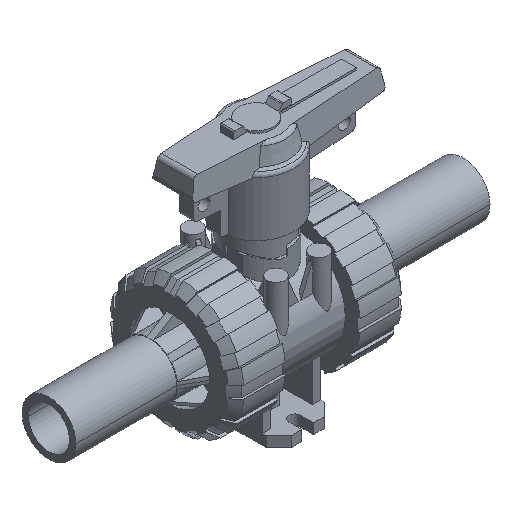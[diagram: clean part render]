
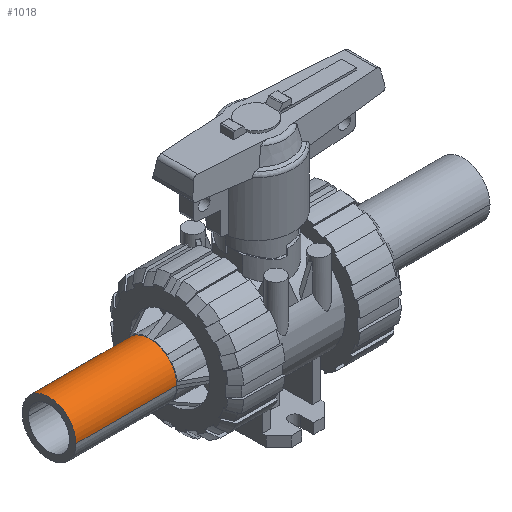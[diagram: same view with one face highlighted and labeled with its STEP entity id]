
A CAD part, isometric view. The second image highlights one B-rep face of the part: STEP entity #1018.
In plain terms, the highlighted free-form (B-spline) face has degree [8, 1] with [9, 2] control points.
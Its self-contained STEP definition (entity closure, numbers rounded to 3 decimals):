
#1018=ADVANCED_FACE('',(#2295),#2296,.T.);
#2295=FACE_OUTER_BOUND('',#4454,.T.);
#2296=B_SPLINE_SURFACE_WITH_KNOTS('',8,1,((#4455,#4456),(#4457,#4458),(#4459,#4460),(#4461,#4462),(#4463,#4464),(#4465,#4466),(#4467,#4468),(#4469,#4470),(#4471,#4472)),.UNSPECIFIED.,.F.,.F.,.F.,(9,9),(2,2),(-6.284,-3.141),(7783.332,7830.034),.UNSPECIFIED.);
#4454=EDGE_LOOP('',(#7413,#7414,#7415,#7416));
#4455=CARTESIAN_POINT('',(-96.001,12.5,39.988));
#4456=CARTESIAN_POINT('',(-49.299,12.575,39.987));
#4457=CARTESIAN_POINT('',(-96.001,12.505,44.899));
#4458=CARTESIAN_POINT('',(-49.299,12.58,44.929));
#4459=CARTESIAN_POINT('',(-96.001,10.304,49.813));
#4460=CARTESIAN_POINT('',(-49.299,10.366,49.872));
#4461=CARTESIAN_POINT('',(-96.001,5.899,53.574));
#4462=CARTESIAN_POINT('',(-49.299,5.934,53.655));
#4463=CARTESIAN_POINT('',(-96.001,-0.001,55.026));
#4464=CARTESIAN_POINT('',(-49.299,-0.001,55.116));
#4465=CARTESIAN_POINT('',(-96.001,-5.897,53.574));
#4466=CARTESIAN_POINT('',(-49.299,-5.933,53.655));
#4467=CARTESIAN_POINT('',(-96.001,-10.304,49.813));
#4468=CARTESIAN_POINT('',(-49.299,-10.366,49.872));
#4469=CARTESIAN_POINT('',(-96.001,-12.505,44.899));
#4470=CARTESIAN_POINT('',(-49.299,-12.58,44.929));
#4471=CARTESIAN_POINT('',(-96.001,-12.5,39.988));
#4472=CARTESIAN_POINT('',(-49.299,-12.575,39.987));
#7413=ORIENTED_EDGE('',*,*,#11441,.T.);
#7414=ORIENTED_EDGE('',*,*,#11432,.T.);
#7415=ORIENTED_EDGE('',*,*,#11443,.T.);
#7416=ORIENTED_EDGE('',*,*,#11445,.F.);
#11432=EDGE_CURVE('',#13744,#13745,#13746,.T.);
#11441=EDGE_CURVE('',#13757,#13744,#13758,.T.);
#11443=EDGE_CURVE('',#13745,#13759,#13761,.T.);
#11445=EDGE_CURVE('',#13757,#13759,#13763,.T.);
#13744=VERTEX_POINT('',#18160);
#13745=VERTEX_POINT('',#18161);
#13746=B_SPLINE_CURVE_WITH_KNOTS('',8,(#18162,#18163,#18164,#18165,#18166,#18167,#18168,#18169,#18170),.UNSPECIFIED.,.F.,.F.,(9,9),(0.,0.039),.UNSPECIFIED.);
#13757=VERTEX_POINT('',#18207);
#13758=LINE('',#18208,#18209);
#13759=VERTEX_POINT('',#18210);
#13761=LINE('',#18220,#18221);
#13763=B_SPLINE_CURVE_WITH_KNOTS('',8,(#18223,#18224,#18225,#18226,#18227,#18228,#18229,#18230,#18231),.UNSPECIFIED.,.F.,.F.,(9,9),(-6.283,-3.142),.UNSPECIFIED.);
#18160=CARTESIAN_POINT('',(-96.,12.5,40.));
#18161=CARTESIAN_POINT('',(-96.,-12.5,40.));
#18162=CARTESIAN_POINT('',(-96.,12.5,40.));
#18163=CARTESIAN_POINT('',(-96.,12.5,44.909));
#18164=CARTESIAN_POINT('',(-96.,10.297,49.817));
#18165=CARTESIAN_POINT('',(-96.,5.893,53.572));
#18166=CARTESIAN_POINT('',(-96.,-0.001,55.022));
#18167=CARTESIAN_POINT('',(-96.,-5.892,53.572));
#18168=CARTESIAN_POINT('',(-96.,-10.297,49.817));
#18169=CARTESIAN_POINT('',(-96.,-12.5,44.909));
#18170=CARTESIAN_POINT('',(-96.,-12.5,40.));
#18207=CARTESIAN_POINT('',(-49.3,12.575,40.));
#18208=CARTESIAN_POINT('',(-72.65,12.538,40.));
#18209=VECTOR('',#23389,1000.0);
#18210=CARTESIAN_POINT('',(-49.3,-12.575,40.));
#18220=CARTESIAN_POINT('',(-72.65,-12.538,40.));
#18221=VECTOR('',#23390,1000.0);
#18223=CARTESIAN_POINT('',(-49.3,12.575,40.));
#18224=CARTESIAN_POINT('',(-49.3,12.575,44.938));
#18225=CARTESIAN_POINT('',(-49.3,10.359,49.876));
#18226=CARTESIAN_POINT('',(-49.3,5.929,53.654));
#18227=CARTESIAN_POINT('',(-49.3,-0.001,55.112));
#18228=CARTESIAN_POINT('',(-49.3,-5.927,53.654));
#18229=CARTESIAN_POINT('',(-49.3,-10.359,49.876));
#18230=CARTESIAN_POINT('',(-49.3,-12.575,44.938));
#18231=CARTESIAN_POINT('',(-49.3,-12.575,40.));
#23389=DIRECTION('',(-1.,-0.002,0.));
#23390=DIRECTION('',(1.,-0.002,0.));
